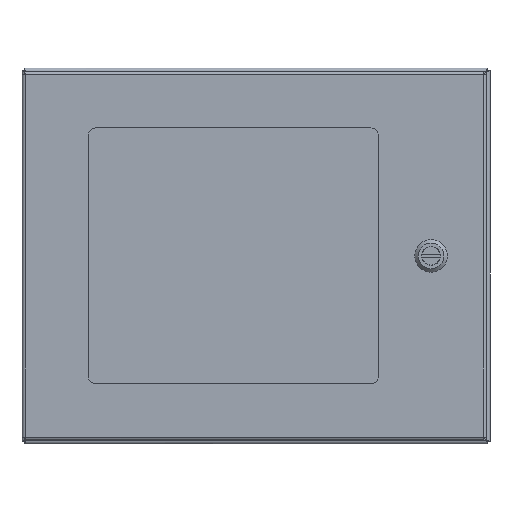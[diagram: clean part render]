
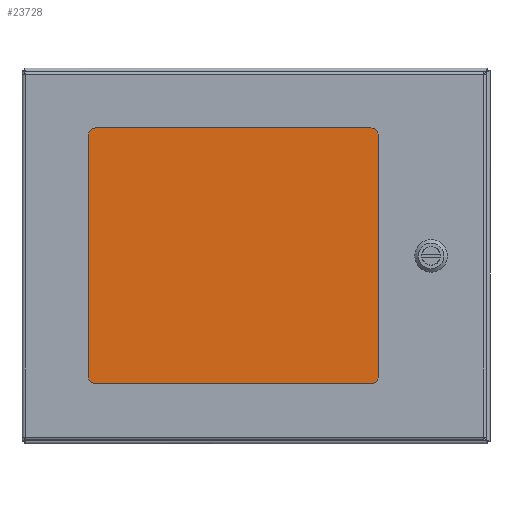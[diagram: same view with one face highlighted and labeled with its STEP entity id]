
A CAD part, top view. The second image highlights one B-rep face of the part: STEP entity #23728.
In plain terms, the highlighted planar face has unit normal (0, 0, 1).
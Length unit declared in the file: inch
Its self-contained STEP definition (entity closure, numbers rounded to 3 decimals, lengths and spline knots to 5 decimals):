
#2166 = LINE ( 'NONE', #33323, #20320 ) ;
#4732 = LINE ( 'NONE', #57125, #45779 ) ;
#5967 = LINE ( 'NONE', #29018, #49892 ) ;
#17646 = CARTESIAN_POINT ( 'NONE',  ( -11.18618, -0.215, 1.23606 ) ) ;
#18565 = EDGE_CURVE ( 'NONE', #32332, #69941, #5967, .T. ) ;
#20320 = VECTOR ( 'NONE', #22306, 39.37008 ) ;
#21685 = ORIENTED_EDGE ( 'NONE', *, *, #50447, .F. ) ;
#22305 = DIRECTION ( 'NONE',  ( 1., 0., 0. ) ) ;
#22306 = DIRECTION ( 'NONE',  ( 0., 1., 0. ) ) ;
#23728 = ADVANCED_FACE ( 'NONE', ( #37606 ), #74159, .T. ) ;
#25717 = DIRECTION ( 'NONE',  ( 0., 0., 1. ) ) ;
#26171 = EDGE_CURVE ( 'NONE', #69941, #33243, #73478, .T. ) ;
#29018 = CARTESIAN_POINT ( 'NONE',  ( -11.18618, 9.465, 1.23606 ) ) ;
#31477 = DIRECTION ( 'NONE',  ( 0., -1., 0. ) ) ;
#32332 = VERTEX_POINT ( 'NONE', #63106 ) ;
#33009 = ORIENTED_EDGE ( 'NONE', *, *, #26171, .F. ) ;
#33243 = VERTEX_POINT ( 'NONE', #58698 ) ;
#33323 = CARTESIAN_POINT ( 'NONE',  ( -11.18618, -0.215, 1.23606 ) ) ;
#36145 = AXIS2_PLACEMENT_3D ( 'NONE', #62183, #25717, #50251 ) ;
#37324 = CARTESIAN_POINT ( 'NONE',  ( -0.35618, 9.465, 1.23606 ) ) ;
#37606 = FACE_OUTER_BOUND ( 'NONE', #49857, .T. ) ;
#40911 = ORIENTED_EDGE ( 'NONE', *, *, #57157, .F. ) ;
#44393 = DIRECTION ( 'NONE',  ( -1., 0., 0. ) ) ;
#45779 = VECTOR ( 'NONE', #44393, 39.37008 ) ;
#49857 = EDGE_LOOP ( 'NONE', ( #40911, #21685, #33009, #76296 ) ) ;
#49892 = VECTOR ( 'NONE', #22305, 39.37008 ) ;
#50251 = DIRECTION ( 'NONE',  ( 1., 0., 0. ) ) ;
#50447 = EDGE_CURVE ( 'NONE', #33243, #75082, #4732, .T. ) ;
#57125 = CARTESIAN_POINT ( 'NONE',  ( -0.35618, -0.215, 1.23606 ) ) ;
#57157 = EDGE_CURVE ( 'NONE', #75082, #32332, #2166, .T. ) ;
#58155 = CARTESIAN_POINT ( 'NONE',  ( -0.35618, 9.465, 1.23606 ) ) ;
#58698 = CARTESIAN_POINT ( 'NONE',  ( -0.35618, -0.215, 1.23606 ) ) ;
#62183 = CARTESIAN_POINT ( 'NONE',  ( -5.77118, 4.625, 1.23606 ) ) ;
#63106 = CARTESIAN_POINT ( 'NONE',  ( -11.18618, 9.465, 1.23606 ) ) ;
#65848 = VECTOR ( 'NONE', #31477, 39.37008 ) ;
#69941 = VERTEX_POINT ( 'NONE', #58155 ) ;
#73478 = LINE ( 'NONE', #37324, #65848 ) ;
#74159 = PLANE ( 'NONE',  #36145 ) ;
#75082 = VERTEX_POINT ( 'NONE', #17646 ) ;
#76296 = ORIENTED_EDGE ( 'NONE', *, *, #18565, .F. ) ;
